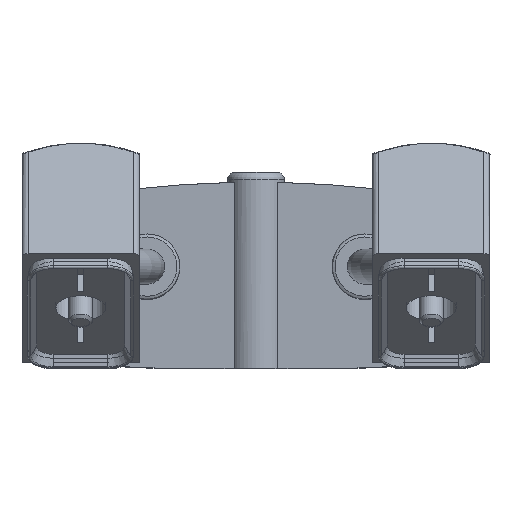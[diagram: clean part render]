
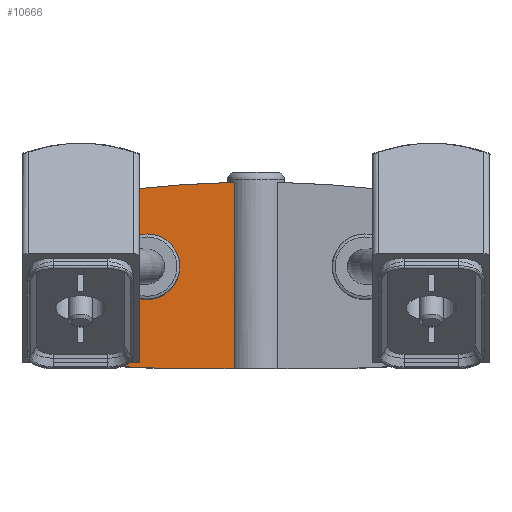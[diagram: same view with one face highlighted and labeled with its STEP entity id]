
A CAD part, top view. The second image highlights one B-rep face of the part: STEP entity #10666.
In plain terms, the highlighted face is planar.
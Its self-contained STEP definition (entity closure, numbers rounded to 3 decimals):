
#97=PLANE('',#11227);
#524=LINE('',#15139,#1214);
#525=LINE('',#15144,#1215);
#526=LINE('',#15146,#1216);
#1214=VECTOR('',#12283,1000.);
#1215=VECTOR('',#12286,1000.);
#1216=VECTOR('',#12287,1000.);
#2132=ORIENTED_EDGE('',*,*,#4533,.F.);
#2133=ORIENTED_EDGE('',*,*,#4596,.T.);
#2134=ORIENTED_EDGE('',*,*,#4597,.F.);
#2135=ORIENTED_EDGE('',*,*,#4598,.F.);
#2136=ORIENTED_EDGE('',*,*,#4599,.F.);
#2137=ORIENTED_EDGE('',*,*,#4600,.F.);
#4533=EDGE_CURVE('',#5777,#5777,#6552,.F.);
#4596=EDGE_CURVE('',#5816,#5817,#524,.T.);
#4597=EDGE_CURVE('',#5818,#5817,#6558,.T.);
#4598=EDGE_CURVE('',#5819,#5818,#525,.T.);
#4599=EDGE_CURVE('',#5820,#5819,#526,.T.);
#4600=EDGE_CURVE('',#5816,#5820,#6559,.T.);
#5777=VERTEX_POINT('',#14954);
#5816=VERTEX_POINT('',#15140);
#5817=VERTEX_POINT('',#15141);
#5818=VERTEX_POINT('',#15143);
#5819=VERTEX_POINT('',#15145);
#5820=VERTEX_POINT('',#15147);
#6552=CIRCLE('',#11185,2.7);
#6558=CIRCLE('',#11228,90.);
#6559=CIRCLE('',#11229,90.);
#6900=EDGE_LOOP('',(#2132));
#6901=EDGE_LOOP('',(#2133,#2134,#2135,#2136,#2137));
#7497=FACE_BOUND('',#6900,.T.);
#7498=FACE_BOUND('',#6901,.T.);
#10666=ADVANCED_FACE('',(#7497,#7498),#97,.F.);
#11185=AXIS2_PLACEMENT_3D('',#14953,#12181,#12182);
#11227=AXIS2_PLACEMENT_3D('',#15138,#12281,#12282);
#11228=AXIS2_PLACEMENT_3D('',#15142,#12284,#12285);
#11229=AXIS2_PLACEMENT_3D('',#15148,#12288,#12289);
#12181=DIRECTION('',(0.,0.,1.));
#12182=DIRECTION('',(1.,0.,0.));
#12281=DIRECTION('',(0.,0.,1.));
#12282=DIRECTION('',(1.,0.,0.));
#12283=DIRECTION('',(0.,-1.,0.));
#12284=DIRECTION('',(0.,0.,1.));
#12285=DIRECTION('',(1.,0.,0.));
#12286=DIRECTION('',(1.,0.,0.));
#12287=DIRECTION('',(0.,-1.,0.));
#12288=DIRECTION('',(0.,0.,1.));
#12289=DIRECTION('',(1.,0.,0.));
#14953=CARTESIAN_POINT('',(9.,0.,0.));
#14954=CARTESIAN_POINT('',(11.7,0.,0.));
#15138=CARTESIAN_POINT('',(-14.3,5.35,0.));
#15139=CARTESIAN_POINT('',(14.3,7.6,0.));
#15140=CARTESIAN_POINT('',(14.3,5.857,0.));
#15141=CARTESIAN_POINT('',(14.3,-8.016,0.));
#15142=CARTESIAN_POINT('',(6.,81.6,0.));
#15143=CARTESIAN_POINT('',(6.,-8.4,0.));
#15144=CARTESIAN_POINT('',(-6.,-8.4,0.));
#15145=CARTESIAN_POINT('',(1.809,-8.4,0.));
#15146=CARTESIAN_POINT('',(1.809,-8.4,0.));
#15147=CARTESIAN_POINT('',(1.809,6.982,0.));
#15148=CARTESIAN_POINT('',(0.,-83.,0.));
